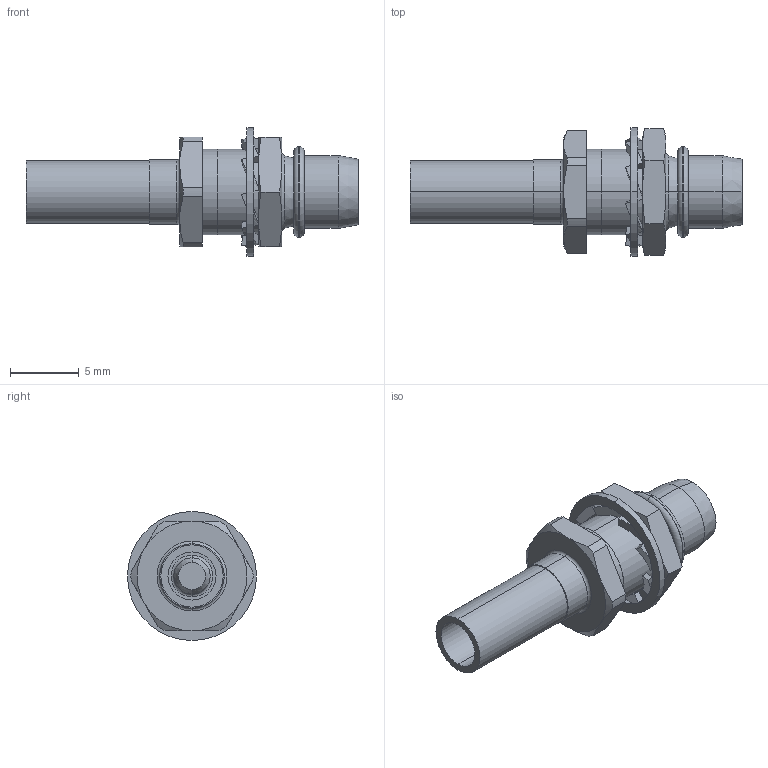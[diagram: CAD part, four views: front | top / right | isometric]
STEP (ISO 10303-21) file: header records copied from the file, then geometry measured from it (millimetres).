
FILE_DESCRIPTION (( 'STEP AP203' ), '1' );
FILE_NAME ('R128083001C.STEP', '2011-04-28T10:50:06', ( 'RADIALL' ), ( 'RADIALL' ), 'SwSTEP 2.0', 'SolidWorks 2011', '' );
FILE_SCHEMA (( 'CONFIG_CONTROL_DESIGN' ));
Length unit declared in the file: millimetre
Products named in the file (1): R128083001C
Bounding box: 24.2 x 9.4 x 9.4 mm (x, y, z)
Volume: 507.8 mm3; surface area: 1001.8 mm2
Topology: 2 solids, 2 shells, 181 faces, 443 edges, 280 vertices
Faces by surface type: plane 68, cylinder 67, cone 34, torus 12
Entity records: 5664 total; most frequent: CARTESIAN_POINT 1312, DIRECTION 914, ORIENTED_EDGE 886, EDGE_CURVE 443, AXIS2_PLACEMENT_3D 374, VERTEX_POINT 280, EDGE_LOOP 215, CIRCLE 192
